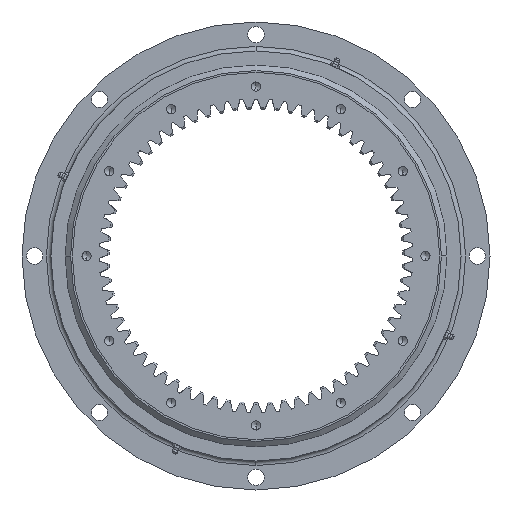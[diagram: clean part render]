
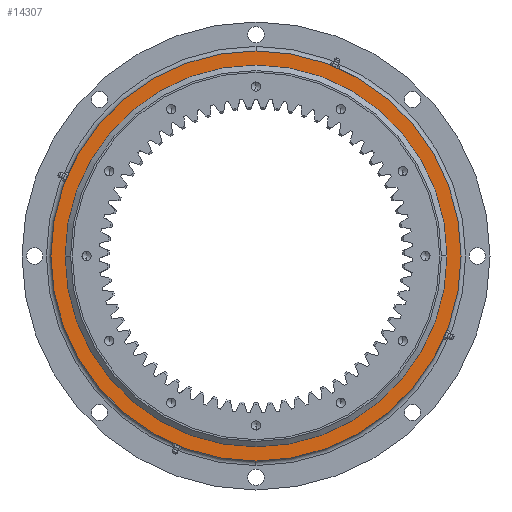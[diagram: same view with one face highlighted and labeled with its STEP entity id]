
A CAD part, front view. The second image highlights one B-rep face of the part: STEP entity #14307.
In plain terms, the highlighted planar face has unit normal (0, -1, 0).
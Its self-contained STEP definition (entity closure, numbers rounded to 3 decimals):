
#419 = EDGE_CURVE ( 'NONE', #6558, #9862, #10559, .T. ) ;
#456 = ORIENTED_EDGE ( 'NONE', *, *, #4553, .T. ) ;
#554 = VERTEX_POINT ( 'NONE', #6423 ) ;
#953 = ORIENTED_EDGE ( 'NONE', *, *, #8521, .T. ) ;
#1419 = ORIENTED_EDGE ( 'NONE', *, *, #419, .F. ) ;
#1646 = ORIENTED_EDGE ( 'NONE', *, *, #13070, .F. ) ;
#3748 = FACE_OUTER_BOUND ( 'NONE', #17056, .T. ) ;
#4553 = EDGE_CURVE ( 'NONE', #4581, #554, #8677, .T. ) ;
#4581 = VERTEX_POINT ( 'NONE', #13458 ) ;
#6245 = DIRECTION ( 'NONE',  ( 0., 0., 1. ) ) ;
#6284 = DIRECTION ( 'NONE',  ( 0., -1., 0. ) ) ;
#6310 = CARTESIAN_POINT ( 'NONE',  ( 0., -18., 0. ) ) ;
#6423 = CARTESIAN_POINT ( 'NONE',  ( 0., -18., -227. ) ) ;
#6558 = VERTEX_POINT ( 'NONE', #16387 ) ;
#7079 = DIRECTION ( 'NONE',  ( 0., 0., -1. ) ) ;
#7099 = DIRECTION ( 'NONE',  ( 0., 1., 0. ) ) ;
#7182 = CARTESIAN_POINT ( 'NONE',  ( 0., -18., 259. ) ) ;
#7346 = PLANE ( 'NONE',  #17922 ) ;
#7694 = DIRECTION ( 'NONE',  ( 0., 0., 1. ) ) ;
#7742 = DIRECTION ( 'NONE',  ( 0., -1., 0. ) ) ;
#7763 = CARTESIAN_POINT ( 'NONE',  ( 0., -18., 0. ) ) ;
#8521 = EDGE_CURVE ( 'NONE', #554, #4581, #16473, .T. ) ;
#8567 = FACE_BOUND ( 'NONE', #14438, .T. ) ;
#8677 = CIRCLE ( 'NONE', #9584, 227. ) ;
#9584 = AXIS2_PLACEMENT_3D ( 'NONE', #13765, #13741, #13729 ) ;
#9862 = VERTEX_POINT ( 'NONE', #17641 ) ;
#10559 = CIRCLE ( 'NONE', #16255, 207.75 ) ;
#11937 = AXIS2_PLACEMENT_3D ( 'NONE', #6310, #6284, #6245 ) ;
#13070 = EDGE_CURVE ( 'NONE', #9862, #6558, #20006, .T. ) ;
#13458 = CARTESIAN_POINT ( 'NONE',  ( 0., -18., 227. ) ) ;
#13729 = DIRECTION ( 'NONE',  ( 0., 0., -1. ) ) ;
#13741 = DIRECTION ( 'NONE',  ( 0., -1., 0. ) ) ;
#13765 = CARTESIAN_POINT ( 'NONE',  ( 0., -18., 0. ) ) ;
#14307 = ADVANCED_FACE ( 'NONE', ( #3748, #8567 ), #7346, .F. ) ;
#14438 = EDGE_LOOP ( 'NONE', ( #1419, #1646 ) ) ;
#14813 = AXIS2_PLACEMENT_3D ( 'NONE', #15999, #15984, #15953 ) ;
#15953 = DIRECTION ( 'NONE',  ( 0., 0., -1. ) ) ;
#15984 = DIRECTION ( 'NONE',  ( 0., -1., 0. ) ) ;
#15999 = CARTESIAN_POINT ( 'NONE',  ( 0., -18., 0. ) ) ;
#16255 = AXIS2_PLACEMENT_3D ( 'NONE', #7763, #7742, #7694 ) ;
#16387 = CARTESIAN_POINT ( 'NONE',  ( 0., -18., 207.75 ) ) ;
#16473 = CIRCLE ( 'NONE', #14813, 227. ) ;
#17056 = EDGE_LOOP ( 'NONE', ( #456, #953 ) ) ;
#17641 = CARTESIAN_POINT ( 'NONE',  ( 0., -18., -207.75 ) ) ;
#17922 = AXIS2_PLACEMENT_3D ( 'NONE', #7182, #7099, #7079 ) ;
#20006 = CIRCLE ( 'NONE', #11937, 207.75 ) ;
